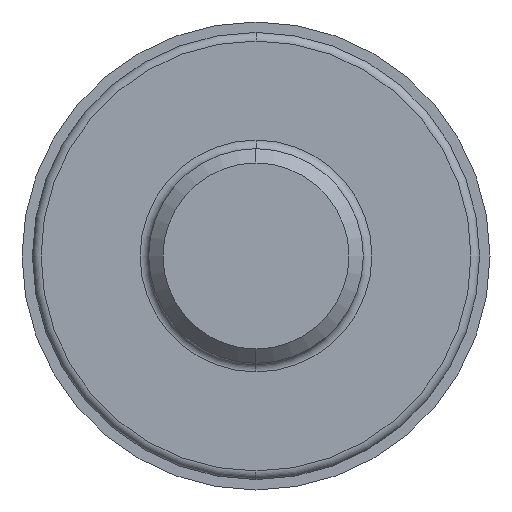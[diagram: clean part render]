
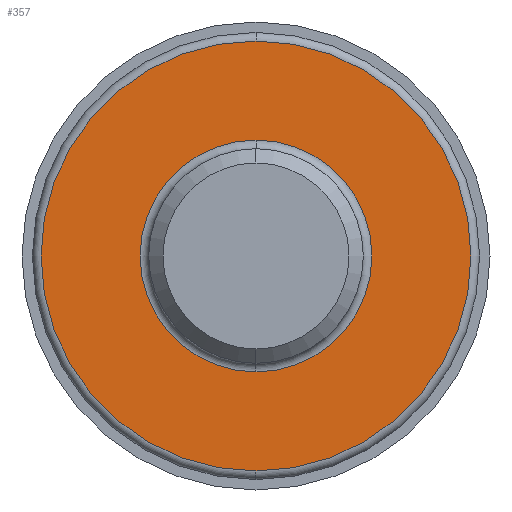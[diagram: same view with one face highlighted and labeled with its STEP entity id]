
A CAD part, left-side view. The second image highlights one B-rep face of the part: STEP entity #357.
In plain terms, the highlighted planar face has unit normal (-1, 0, 0).
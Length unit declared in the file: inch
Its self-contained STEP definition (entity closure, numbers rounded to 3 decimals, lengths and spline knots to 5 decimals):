
#1 = EDGE_CURVE ( 'NONE', #489, #303, #291, .T. ) ;
#36 = PLANE ( 'NONE',  #409 ) ;
#60 = EDGE_CURVE ( 'NONE', #303, #489, #400, .T. ) ;
#68 = CIRCLE ( 'NONE', #559, 0.751 ) ;
#98 = CARTESIAN_POINT ( 'NONE',  ( 2.125, 0., 0.751 ) ) ;
#169 = CARTESIAN_POINT ( 'NONE',  ( 2.125, 0., -0.751 ) ) ;
#177 = CARTESIAN_POINT ( 'NONE',  ( 2.125, 0., 0.40485 ) ) ;
#178 = DIRECTION ( 'NONE',  ( 1., 0., 0. ) ) ;
#181 = DIRECTION ( 'NONE',  ( 0., 0., 1. ) ) ;
#187 = DIRECTION ( 'NONE',  ( 0., 0., 1. ) ) ;
#209 = CARTESIAN_POINT ( 'NONE',  ( 2.125, 0., -0.40485 ) ) ;
#211 = AXIS2_PLACEMENT_3D ( 'NONE', #620, #248, #614 ) ;
#214 = ORIENTED_EDGE ( 'NONE', *, *, #60, .F. ) ;
#225 = ORIENTED_EDGE ( 'NONE', *, *, #1, .F. ) ;
#238 = VERTEX_POINT ( 'NONE', #98 ) ;
#239 = CARTESIAN_POINT ( 'NONE',  ( 2.125, 0., 0. ) ) ;
#248 = DIRECTION ( 'NONE',  ( -1., 0., 0. ) ) ;
#290 = CARTESIAN_POINT ( 'NONE',  ( 2.125, 0., 0. ) ) ;
#291 = CIRCLE ( 'NONE', #507, 0.40485 ) ;
#303 = VERTEX_POINT ( 'NONE', #209 ) ;
#318 = ORIENTED_EDGE ( 'NONE', *, *, #323, .T. ) ;
#323 = EDGE_CURVE ( 'NONE', #579, #238, #680, .T. ) ;
#324 = DIRECTION ( 'NONE',  ( 0., 0., -1. ) ) ;
#357 = ADVANCED_FACE ( 'NONE', ( #492, #369 ), #36, .F. ) ;
#365 = AXIS2_PLACEMENT_3D ( 'NONE', #239, #551, #181 ) ;
#369 = FACE_OUTER_BOUND ( 'NONE', #473, .T. ) ;
#378 = CARTESIAN_POINT ( 'NONE',  ( 2.125, 0.751, 0. ) ) ;
#400 = CIRCLE ( 'NONE', #365, 0.40485 ) ;
#409 = AXIS2_PLACEMENT_3D ( 'NONE', #378, #178, #324 ) ;
#473 = EDGE_LOOP ( 'NONE', ( #657, #318 ) ) ;
#489 = VERTEX_POINT ( 'NONE', #177 ) ;
#492 = FACE_BOUND ( 'NONE', #604, .T. ) ;
#507 = AXIS2_PLACEMENT_3D ( 'NONE', #290, #671, #187 ) ;
#551 = DIRECTION ( 'NONE',  ( -1., 0., 0. ) ) ;
#559 = AXIS2_PLACEMENT_3D ( 'NONE', #612, #611, #586 ) ;
#579 = VERTEX_POINT ( 'NONE', #169 ) ;
#586 = DIRECTION ( 'NONE',  ( 0., 0., 1. ) ) ;
#604 = EDGE_LOOP ( 'NONE', ( #225, #214 ) ) ;
#611 = DIRECTION ( 'NONE',  ( -1., 0., 0. ) ) ;
#612 = CARTESIAN_POINT ( 'NONE',  ( 2.125, 0., 0. ) ) ;
#614 = DIRECTION ( 'NONE',  ( 0., 0., 1. ) ) ;
#620 = CARTESIAN_POINT ( 'NONE',  ( 2.125, 0., 0. ) ) ;
#655 = EDGE_CURVE ( 'NONE', #238, #579, #68, .T. ) ;
#657 = ORIENTED_EDGE ( 'NONE', *, *, #655, .T. ) ;
#671 = DIRECTION ( 'NONE',  ( -1., 0., 0. ) ) ;
#680 = CIRCLE ( 'NONE', #211, 0.751 ) ;
